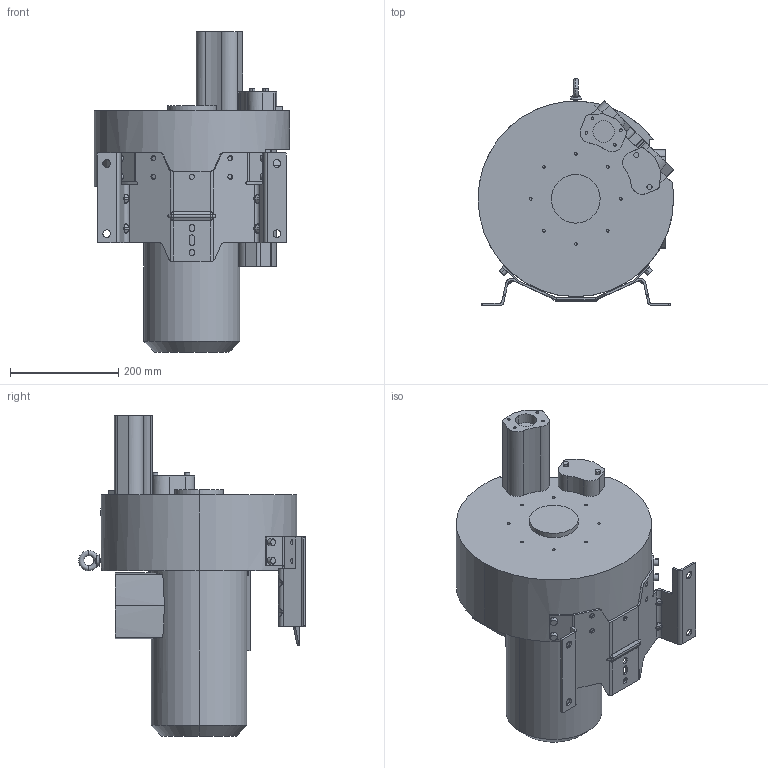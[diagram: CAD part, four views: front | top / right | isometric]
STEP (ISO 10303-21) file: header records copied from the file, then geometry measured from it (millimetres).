
FILE_DESCRIPTION (( 'STEP AP203' ), '1' );
FILE_NAME ('4RB420-0AP31-1.STEP', '2025-05-14T08:13:34', ( '' ), ( '' ), 'SwSTEP 2.0', 'SolidWorks 2025', '' );
FILE_SCHEMA (( 'CONFIG_CONTROL_DESIGN' ));
Length unit declared in the file: millimetre
Products named in the file (1): 4RB420-0AP31-1
Bounding box: 362.67 x 419.71 x 593.39 mm (x, y, z)
Volume: 24365467 mm3; surface area: 837147.8 mm2
Topology: 1 solids, 1 shells, 595 faces, 1559 edges, 1005 vertices
Faces by surface type: cylinder 280, plane 202, bspline 88, torus 14, cone 7, sphere 4
Entity records: 26717 total; most frequent: CARTESIAN_POINT 13016, ORIENTED_EDGE 3118, DIRECTION 2448, EDGE_CURVE 1559, VERTEX_POINT 1005, AXIS2_PLACEMENT_3D 939, EDGE_LOOP 666, ADVANCED_FACE 595
